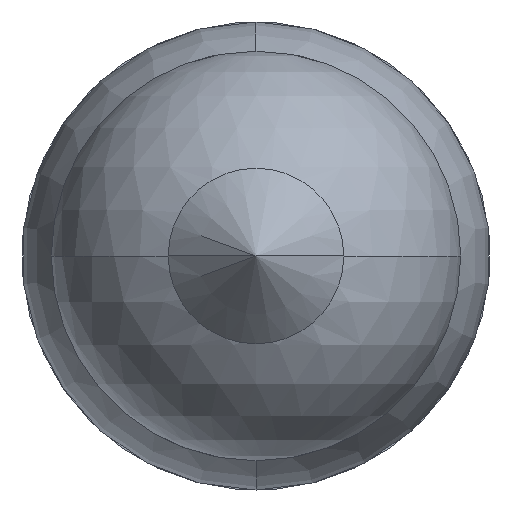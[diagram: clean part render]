
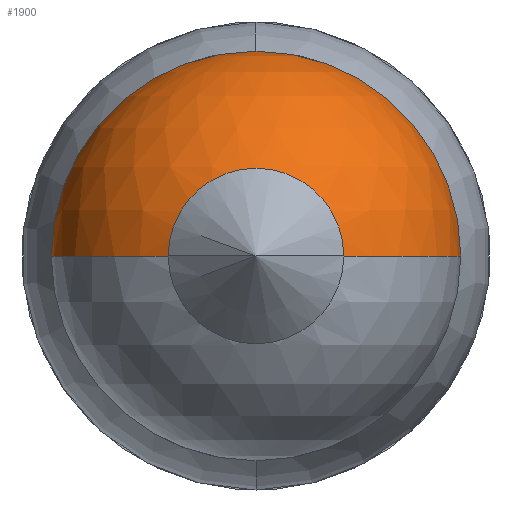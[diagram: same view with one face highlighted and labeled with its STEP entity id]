
A CAD part, front view. The second image highlights one B-rep face of the part: STEP entity #1900.
In plain terms, the highlighted spherical face has radius 0.35 mm.
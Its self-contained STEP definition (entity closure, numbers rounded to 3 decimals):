
#122 = CIRCLE ( 'NONE', #1903, 0.35 ) ;
#225 = CARTESIAN_POINT ( 'NONE',  ( 0., -13.694, 0. ) ) ;
#230 = DIRECTION ( 'NONE',  ( -1., 0., 0. ) ) ;
#261 = DIRECTION ( 'NONE',  ( -1., 0., 0. ) ) ;
#265 = VERTEX_POINT ( 'NONE', #1698 ) ;
#336 = CIRCLE ( 'NONE', #1105, 0.15 ) ;
#399 = ORIENTED_EDGE ( 'NONE', *, *, #1475, .F. ) ;
#423 = EDGE_CURVE ( 'NONE', #265, #1788, #122, .T. ) ;
#461 = AXIS2_PLACEMENT_3D ( 'NONE', #889, #1320, #1946 ) ;
#466 = DIRECTION ( 'NONE',  ( 0., 1., 0. ) ) ;
#471 = DIRECTION ( 'NONE',  ( 0., 0., -1. ) ) ;
#475 = ORIENTED_EDGE ( 'NONE', *, *, #781, .F. ) ;
#650 = DIRECTION ( 'NONE',  ( 0., 0., 1. ) ) ;
#662 = AXIS2_PLACEMENT_3D ( 'NONE', #2838, #2822, #874 ) ;
#717 = DIRECTION ( 'NONE',  ( 0., 0., 1. ) ) ;
#781 = EDGE_CURVE ( 'Defeature ausgef�hrt1_4+Defeature ausgef�hrt1_0+Defeature ausgef�hrt1_0+Defeature ausgef�hrt1_0', #1921, #2740, #1978, .T. ) ;
#798 = CARTESIAN_POINT ( 'NONE',  ( 0.35, -13.694, 0. ) ) ;
#874 = DIRECTION ( 'NONE',  ( 1., 0., 0. ) ) ;
#889 = CARTESIAN_POINT ( 'NONE',  ( 0., -13.694, 0. ) ) ;
#1003 = CARTESIAN_POINT ( 'NONE',  ( -0.35, -13.694, 0. ) ) ;
#1105 = AXIS2_PLACEMENT_3D ( 'NONE', #1757, #466, #261 ) ;
#1112 = EDGE_CURVE ( 'Defeature ausgef�hrt1_0+Defeature ausgef�hrt1_9+Defeature ausgef�hrt1_9+Defeature ausgef�hrt1_9', #265, #2185, #336, .T. ) ;
#1234 = CIRCLE ( 'NONE', #461, 0.35 ) ;
#1261 = ORIENTED_EDGE ( 'NONE', *, *, #423, .F. ) ;
#1320 = DIRECTION ( 'NONE',  ( 0., 1., 0. ) ) ;
#1445 = CIRCLE ( 'NONE', #2436, 0.35 ) ;
#1475 = EDGE_CURVE ( 'Defeature ausgef�hrt1_4+Defeature ausgef�hrt1_0+Defeature ausgef�hrt1_0+Defeature ausgef�hrt1_0', #1788, #1921, #1234, .T. ) ;
#1477 = SPHERICAL_SURFACE ( 'NONE', #662, 0.35 ) ;
#1522 = CARTESIAN_POINT ( 'NONE',  ( 0., -13.694, 0.35 ) ) ;
#1539 = AXIS2_PLACEMENT_3D ( 'NONE', #225, #2656, #650 ) ;
#1540 = ORIENTED_EDGE ( 'NONE', *, *, #1112, .T. ) ;
#1546 = FACE_OUTER_BOUND ( 'NONE', #2564, .T. ) ;
#1698 = CARTESIAN_POINT ( 'NONE',  ( -0.15, -14.01, 0. ) ) ;
#1757 = CARTESIAN_POINT ( 'NONE',  ( 0., -14.01, 0. ) ) ;
#1770 = ORIENTED_EDGE ( 'NONE', *, *, #2439, .T. ) ;
#1788 = VERTEX_POINT ( 'NONE', #1003 ) ;
#1900 = ADVANCED_FACE ( 'Defeature ausgef�hrt1_0', ( #1546 ), #1477, .T. ) ;
#1903 = AXIS2_PLACEMENT_3D ( 'NONE', #1975, #471, #230 ) ;
#1921 = VERTEX_POINT ( 'NONE', #1522 ) ;
#1946 = DIRECTION ( 'NONE',  ( 0., 0., 1. ) ) ;
#1975 = CARTESIAN_POINT ( 'NONE',  ( 0., -13.694, 0. ) ) ;
#1978 = CIRCLE ( 'NONE', #1539, 0.35 ) ;
#2185 = VERTEX_POINT ( 'NONE', #2748 ) ;
#2436 = AXIS2_PLACEMENT_3D ( 'NONE', #2709, #717, #2487 ) ;
#2439 = EDGE_CURVE ( 'NONE', #2185, #2740, #1445, .T. ) ;
#2487 = DIRECTION ( 'NONE',  ( 1., 0., 0. ) ) ;
#2564 = EDGE_LOOP ( 'NONE', ( #1261, #1540, #1770, #475, #399 ) ) ;
#2656 = DIRECTION ( 'NONE',  ( 0., 1., 0. ) ) ;
#2709 = CARTESIAN_POINT ( 'NONE',  ( 0., -13.694, 0. ) ) ;
#2740 = VERTEX_POINT ( 'NONE', #798 ) ;
#2748 = CARTESIAN_POINT ( 'NONE',  ( 0.15, -14.01, 0. ) ) ;
#2822 = DIRECTION ( 'NONE',  ( 0., 0., -1. ) ) ;
#2838 = CARTESIAN_POINT ( 'NONE',  ( 0., -13.694, 0. ) ) ;
